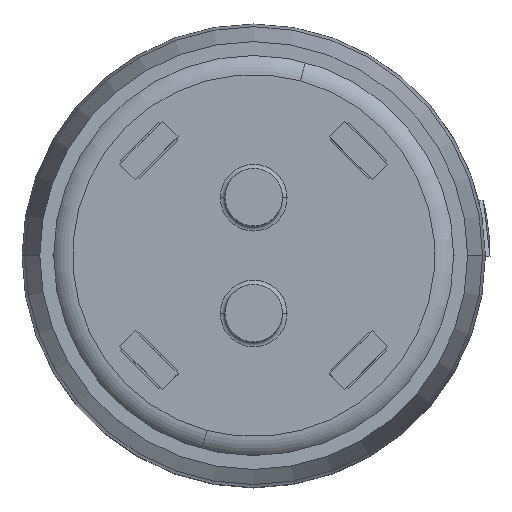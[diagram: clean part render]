
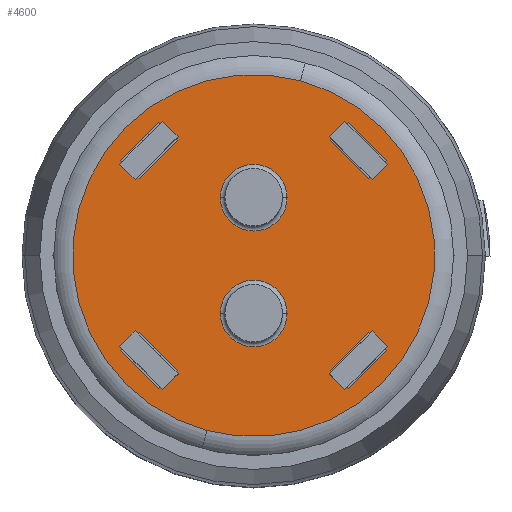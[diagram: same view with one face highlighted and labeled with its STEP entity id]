
A CAD part, top view. The second image highlights one B-rep face of the part: STEP entity #4600.
In plain terms, the highlighted planar face has unit normal (0, 0, 1).
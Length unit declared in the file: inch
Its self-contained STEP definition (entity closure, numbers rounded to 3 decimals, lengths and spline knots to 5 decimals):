
#4415=DIRECTION('',(-0.707,0.707,0.));
#4416=VECTOR('',#4415,0.028);
#4417=CARTESIAN_POINT('',(0.14354,-0.10253,0.381));
#4418=LINE('',#4417,#4416);
#4419=DIRECTION('',(-0.707,-0.707,0.));
#4420=VECTOR('',#4419,0.058);
#4421=CARTESIAN_POINT('',(0.12374,-0.08273,0.381));
#4422=LINE('',#4421,#4420);
#4423=DIRECTION('',(0.707,-0.707,0.));
#4424=VECTOR('',#4423,0.028);
#4425=CARTESIAN_POINT('',(0.08273,-0.12374,0.381));
#4426=LINE('',#4425,#4424);
#4427=DIRECTION('',(0.707,0.707,0.));
#4428=VECTOR('',#4427,0.058);
#4429=CARTESIAN_POINT('',(0.10253,-0.14354,0.381));
#4430=LINE('',#4429,#4428);
#4431=DIRECTION('',(-0.707,-0.707,0.));
#4432=VECTOR('',#4431,0.028);
#4433=CARTESIAN_POINT('',(0.10253,0.14354,0.381));
#4434=LINE('',#4433,#4432);
#4435=DIRECTION('',(0.707,-0.707,0.));
#4436=VECTOR('',#4435,0.058);
#4437=CARTESIAN_POINT('',(0.08273,0.12374,0.381));
#4438=LINE('',#4437,#4436);
#4439=DIRECTION('',(0.707,0.707,0.));
#4440=VECTOR('',#4439,0.028);
#4441=CARTESIAN_POINT('',(0.12374,0.08273,0.381));
#4442=LINE('',#4441,#4440);
#4443=DIRECTION('',(-0.707,0.707,0.));
#4444=VECTOR('',#4443,0.058);
#4445=CARTESIAN_POINT('',(0.14354,0.10253,0.381));
#4446=LINE('',#4445,#4444);
#4447=DIRECTION('',(0.707,-0.707,0.));
#4448=VECTOR('',#4447,0.028);
#4449=CARTESIAN_POINT('',(-0.14354,0.10253,0.381));
#4450=LINE('',#4449,#4448);
#4451=DIRECTION('',(0.707,0.707,0.));
#4452=VECTOR('',#4451,0.058);
#4453=CARTESIAN_POINT('',(-0.12374,0.08273,0.381));
#4454=LINE('',#4453,#4452);
#4455=DIRECTION('',(-0.707,0.707,0.));
#4456=VECTOR('',#4455,0.028);
#4457=CARTESIAN_POINT('',(-0.08273,0.12374,0.381));
#4458=LINE('',#4457,#4456);
#4459=DIRECTION('',(-0.707,-0.707,0.));
#4460=VECTOR('',#4459,0.058);
#4461=CARTESIAN_POINT('',(-0.10253,0.14354,0.381));
#4462=LINE('',#4461,#4460);
#4463=DIRECTION('',(0.707,0.707,0.));
#4464=VECTOR('',#4463,0.028);
#4465=CARTESIAN_POINT('',(-0.10253,-0.14354,0.381));
#4466=LINE('',#4465,#4464);
#4467=DIRECTION('',(-0.707,0.707,0.));
#4468=VECTOR('',#4467,0.058);
#4469=CARTESIAN_POINT('',(-0.08273,-0.12374,0.381));
#4470=LINE('',#4469,#4468);
#4471=DIRECTION('',(-0.707,-0.707,0.));
#4472=VECTOR('',#4471,0.028);
#4473=CARTESIAN_POINT('',(-0.12374,-0.08273,0.381));
#4474=LINE('',#4473,#4472);
#4475=DIRECTION('',(0.707,-0.707,0.));
#4476=VECTOR('',#4475,0.058);
#4477=CARTESIAN_POINT('',(-0.14354,-0.10253,0.381));
#4478=LINE('',#4477,#4476);
#4479=CARTESIAN_POINT('',(0.,0.,0.381));
#4480=DIRECTION('',(0.,0.,1.));
#4481=DIRECTION('',(-0.259,-0.966,0.));
#4482=AXIS2_PLACEMENT_3D('',#4479,#4480,#4481);
#4494=CARTESIAN_POINT('',(0.,0.,0.381));
#4495=DIRECTION('',(0.,0.,1.));
#4496=DIRECTION('',(0.259,0.966,0.));
#4497=AXIS2_PLACEMENT_3D('',#4494,#4495,#4496);
#4509=CARTESIAN_POINT('',(0.14354,-0.10253,0.381));
#4510=CARTESIAN_POINT('',(0.12374,-0.08273,0.381));
#4511=VERTEX_POINT('',#4509);
#4512=VERTEX_POINT('',#4510);
#4513=CARTESIAN_POINT('',(0.08273,-0.12374,0.381));
#4514=VERTEX_POINT('',#4513);
#4515=CARTESIAN_POINT('',(0.10253,-0.14354,0.381));
#4516=VERTEX_POINT('',#4515);
#4517=CARTESIAN_POINT('',(-0.05056,-0.1887,0.381));
#4518=CARTESIAN_POINT('',(0.05056,0.1887,0.381));
#4519=VERTEX_POINT('',#4517);
#4520=VERTEX_POINT('',#4518);
#4525=CARTESIAN_POINT('',(0.10253,0.14354,0.381));
#4526=CARTESIAN_POINT('',(0.08273,0.12374,0.381));
#4527=VERTEX_POINT('',#4525);
#4528=VERTEX_POINT('',#4526);
#4529=CARTESIAN_POINT('',(0.12374,0.08273,0.381));
#4530=VERTEX_POINT('',#4529);
#4531=CARTESIAN_POINT('',(0.14354,0.10253,0.381));
#4532=VERTEX_POINT('',#4531);
#4533=CARTESIAN_POINT('',(-0.14354,0.10253,0.381));
#4534=CARTESIAN_POINT('',(-0.12374,0.08273,0.381));
#4535=VERTEX_POINT('',#4533);
#4536=VERTEX_POINT('',#4534);
#4537=CARTESIAN_POINT('',(-0.08273,0.12374,0.381));
#4538=VERTEX_POINT('',#4537);
#4539=CARTESIAN_POINT('',(-0.10253,0.14354,0.381));
#4540=VERTEX_POINT('',#4539);
#4541=CARTESIAN_POINT('',(-0.10253,-0.14354,0.381));
#4542=CARTESIAN_POINT('',(-0.08273,-0.12374,0.381));
#4543=VERTEX_POINT('',#4541);
#4544=VERTEX_POINT('',#4542);
#4545=CARTESIAN_POINT('',(-0.12374,-0.08273,0.381));
#4546=VERTEX_POINT('',#4545);
#4547=CARTESIAN_POINT('',(-0.14354,-0.10253,0.381));
#4548=VERTEX_POINT('',#4547);
#4549=CARTESIAN_POINT('',(0.,0.,0.381));
#4550=DIRECTION('',(0.,0.,-1.));
#4551=DIRECTION('',(0.259,0.966,0.));
#4552=AXIS2_PLACEMENT_3D('',#4549,#4550,#4551);
#4553=PLANE('',#4552);
#4555=ORIENTED_EDGE('',*,*,#4554,.F.);
#4557=ORIENTED_EDGE('',*,*,#4556,.F.);
#4558=EDGE_LOOP('',(#4555,#4557));
#4559=FACE_OUTER_BOUND('',#4558,.F.);
#4561=ORIENTED_EDGE('',*,*,#4560,.T.);
#4563=ORIENTED_EDGE('',*,*,#4562,.T.);
#4565=ORIENTED_EDGE('',*,*,#4564,.T.);
#4567=ORIENTED_EDGE('',*,*,#4566,.T.);
#4568=EDGE_LOOP('',(#4561,#4563,#4565,#4567));
#4569=FACE_BOUND('',#4568,.F.);
#4571=ORIENTED_EDGE('',*,*,#4570,.T.);
#4573=ORIENTED_EDGE('',*,*,#4572,.T.);
#4575=ORIENTED_EDGE('',*,*,#4574,.T.);
#4577=ORIENTED_EDGE('',*,*,#4576,.T.);
#4578=EDGE_LOOP('',(#4571,#4573,#4575,#4577));
#4579=FACE_BOUND('',#4578,.F.);
#4581=ORIENTED_EDGE('',*,*,#4580,.T.);
#4583=ORIENTED_EDGE('',*,*,#4582,.T.);
#4585=ORIENTED_EDGE('',*,*,#4584,.T.);
#4587=ORIENTED_EDGE('',*,*,#4586,.T.);
#4588=EDGE_LOOP('',(#4581,#4583,#4585,#4587));
#4589=FACE_BOUND('',#4588,.F.);
#4591=ORIENTED_EDGE('',*,*,#4590,.T.);
#4593=ORIENTED_EDGE('',*,*,#4592,.T.);
#4595=ORIENTED_EDGE('',*,*,#4594,.T.);
#4597=ORIENTED_EDGE('',*,*,#4596,.T.);
#4598=EDGE_LOOP('',(#4591,#4593,#4595,#4597));
#4599=FACE_BOUND('',#4598,.F.);
#4600=ADVANCED_FACE('',(#4559,#4569,#4579,#4589,#4599),#4553,.F.);
#4483=CIRCLE('',#4482,0.19536);
#4498=CIRCLE('',#4497,0.19536);
#4554=EDGE_CURVE('',#4519,#4520,#4483,.T.);
#4556=EDGE_CURVE('',#4520,#4519,#4498,.T.);
#4560=EDGE_CURVE('',#4511,#4512,#4418,.T.);
#4562=EDGE_CURVE('',#4512,#4514,#4422,.T.);
#4564=EDGE_CURVE('',#4514,#4516,#4426,.T.);
#4566=EDGE_CURVE('',#4516,#4511,#4430,.T.);
#4570=EDGE_CURVE('',#4527,#4528,#4434,.T.);
#4572=EDGE_CURVE('',#4528,#4530,#4438,.T.);
#4574=EDGE_CURVE('',#4530,#4532,#4442,.T.);
#4576=EDGE_CURVE('',#4532,#4527,#4446,.T.);
#4580=EDGE_CURVE('',#4535,#4536,#4450,.T.);
#4582=EDGE_CURVE('',#4536,#4538,#4454,.T.);
#4584=EDGE_CURVE('',#4538,#4540,#4458,.T.);
#4586=EDGE_CURVE('',#4540,#4535,#4462,.T.);
#4590=EDGE_CURVE('',#4543,#4544,#4466,.T.);
#4592=EDGE_CURVE('',#4544,#4546,#4470,.T.);
#4594=EDGE_CURVE('',#4546,#4548,#4474,.T.);
#4596=EDGE_CURVE('',#4548,#4543,#4478,.T.);
